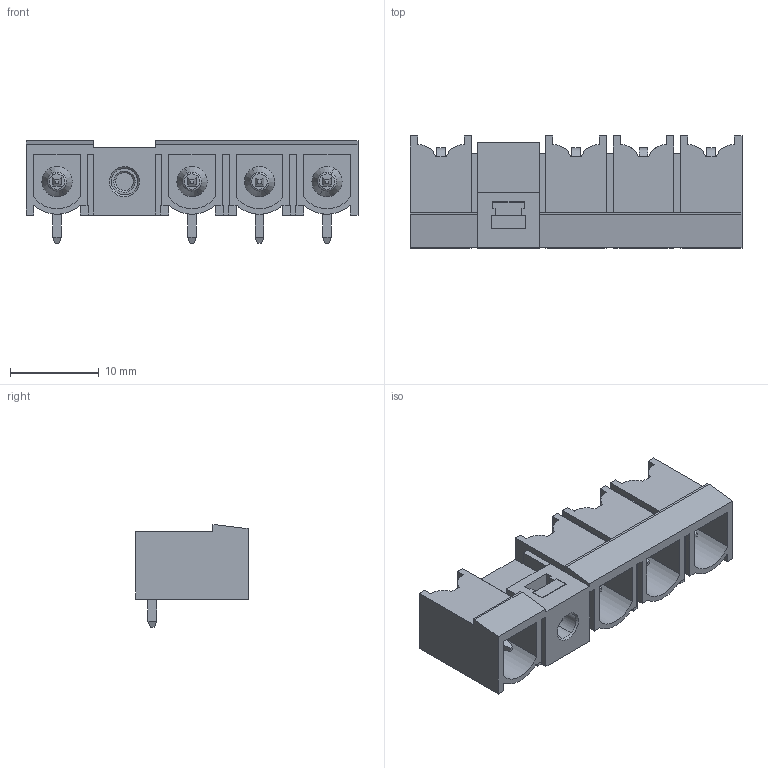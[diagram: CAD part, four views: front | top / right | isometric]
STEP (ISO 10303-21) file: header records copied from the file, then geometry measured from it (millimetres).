
FILE_DESCRIPTION(('CATIA V5 STEP Exchange','CAx-IF Rec.Pracs.--- Model Styling and Organization---1.4--- 2014-01-23'),'2;1');
FILE_NAME ('D1449684_1_1173730000_1173730000.stp','2020-12-15T13:54:26+00:00',('none'),('Weidmueller'),'CATIA Version 5-6 Release 2016 SP3 HF44','CATIA V5 STEP AP214','none');
FILE_SCHEMA(('AUTOMOTIVE_DESIGN { 1 0 10303 214 1 1 1 1 }'));
Length unit declared in the file: millimetre
Products named in the file (1): 1173730000
Bounding box: 37.48 x 12.65 x 11.6 mm (x, y, z)
Volume: 1885.1 mm3; surface area: 3373.9 mm2
Topology: 6 solids, 6 shells, 295 faces, 771 edges, 497 vertices
Faces by surface type: plane 239, cylinder 36, cone 12, torus 8
Entity records: 8580 total; most frequent: CARTESIAN_POINT 1711, ORIENTED_EDGE 1542, DIRECTION 1152, EDGE_CURVE 771, VECTOR 655, LINE 655, VERTEX_POINT 497, EDGE_LOOP 316
